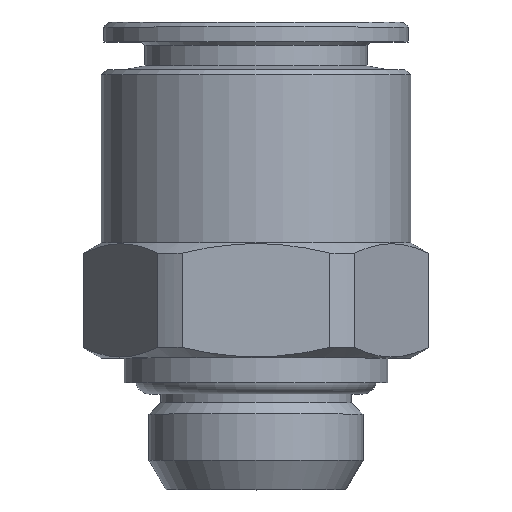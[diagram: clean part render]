
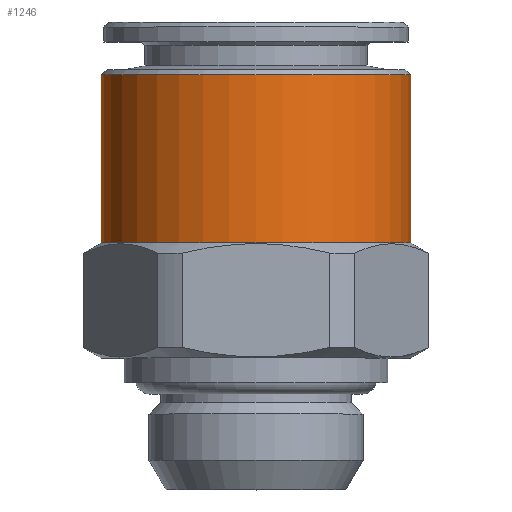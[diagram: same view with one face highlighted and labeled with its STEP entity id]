
A CAD part, top view. The second image highlights one B-rep face of the part: STEP entity #1246.
In plain terms, the highlighted cylindrical face has radius 9.4 mm (diameter 18.8 mm), a full revolution.
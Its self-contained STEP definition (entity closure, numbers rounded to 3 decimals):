
#42=CYLINDRICAL_SURFACE('',#1350,9.4);
#88=CIRCLE('',#1349,9.4);
#89=CIRCLE('',#1351,9.4);
#304=ORIENTED_EDGE('',*,*,#452,.F.);
#305=ORIENTED_EDGE('',*,*,#451,.T.);
#451=EDGE_CURVE('',#534,#534,#88,.T.);
#452=EDGE_CURVE('',#535,#535,#89,.T.);
#534=VERTEX_POINT('',#1930);
#535=VERTEX_POINT('',#1933);
#686=EDGE_LOOP('',(#304));
#687=EDGE_LOOP('',(#305));
#766=FACE_BOUND('',#686,.T.);
#767=FACE_BOUND('',#687,.T.);
#1246=ADVANCED_FACE('',(#766,#767),#42,.T.);
#1349=AXIS2_PLACEMENT_3D('',#1929,#1585,#1586);
#1350=AXIS2_PLACEMENT_3D('',#1931,#1587,#1588);
#1351=AXIS2_PLACEMENT_3D('',#1932,#1589,#1590);
#1585=DIRECTION('',(0.,-1.,0.));
#1586=DIRECTION('',(0.,0.,-1.));
#1587=DIRECTION('',(0.,-1.,0.));
#1588=DIRECTION('',(0.,0.,-1.));
#1589=DIRECTION('',(0.,-1.,0.));
#1590=DIRECTION('',(0.,0.,-1.));
#1929=CARTESIAN_POINT('',(0.,25.2,0.));
#1930=CARTESIAN_POINT('',(0.,25.2,-9.4));
#1931=CARTESIAN_POINT('',(0.,0.,0.));
#1932=CARTESIAN_POINT('',(0.,15.,0.));
#1933=CARTESIAN_POINT('',(0.,15.,-9.4));
